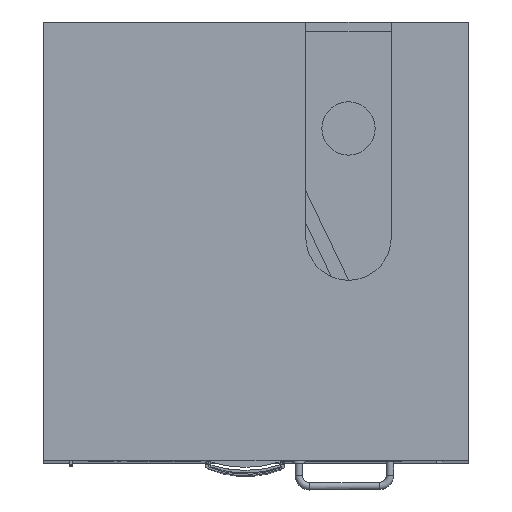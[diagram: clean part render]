
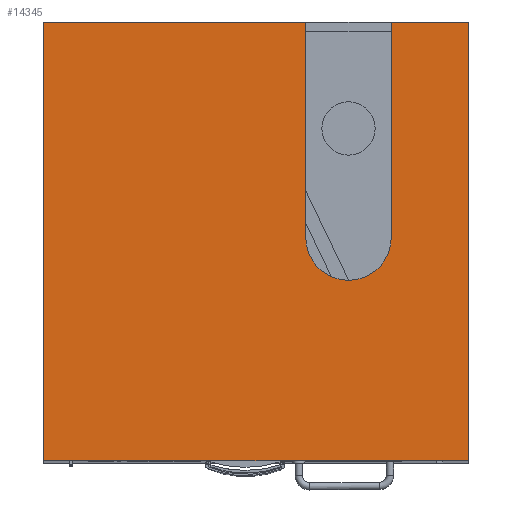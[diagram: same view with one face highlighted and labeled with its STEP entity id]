
A CAD part, top view. The second image highlights one B-rep face of the part: STEP entity #14345.
In plain terms, the highlighted planar face has unit normal (0, 0, 1).
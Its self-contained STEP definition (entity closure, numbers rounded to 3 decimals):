
#651=PLANE('',#15277);
#1234=FACE_OUTER_BOUND('',#2039,.T.);
#2039=EDGE_LOOP('',(#9642,#9643,#9644,#9645,#9646,#9647,#9648,#9649));
#3043=LINE('',#19456,#4572);
#3044=LINE('',#19460,#4573);
#3045=LINE('',#19462,#4574);
#3046=LINE('',#19464,#4575);
#3047=LINE('',#19466,#4576);
#3048=LINE('',#19468,#4577);
#3049=LINE('',#19469,#4578);
#4572=VECTOR('',#16239,10.);
#4573=VECTOR('',#16242,10.);
#4574=VECTOR('',#16243,10.);
#4575=VECTOR('',#16244,10.);
#4576=VECTOR('',#16245,10.);
#4577=VECTOR('',#16246,10.);
#4578=VECTOR('',#16247,10.);
#6047=CIRCLE('',#15278,60.);
#6260=VERTEX_POINT('',#19454);
#6261=VERTEX_POINT('',#19455);
#6262=VERTEX_POINT('',#19457);
#6263=VERTEX_POINT('',#19459);
#6264=VERTEX_POINT('',#19461);
#6265=VERTEX_POINT('',#19463);
#6266=VERTEX_POINT('',#19465);
#6267=VERTEX_POINT('',#19467);
#7613=EDGE_CURVE('',#6260,#6261,#3043,.T.);
#7614=EDGE_CURVE('',#6261,#6262,#6047,.T.);
#7615=EDGE_CURVE('',#6262,#6263,#3044,.T.);
#7616=EDGE_CURVE('',#6263,#6264,#3045,.T.);
#7617=EDGE_CURVE('',#6264,#6265,#3046,.T.);
#7618=EDGE_CURVE('',#6265,#6266,#3047,.T.);
#7619=EDGE_CURVE('',#6266,#6267,#3048,.T.);
#7620=EDGE_CURVE('',#6267,#6260,#3049,.T.);
#9642=ORIENTED_EDGE('',*,*,#7613,.T.);
#9643=ORIENTED_EDGE('',*,*,#7614,.T.);
#9644=ORIENTED_EDGE('',*,*,#7615,.T.);
#9645=ORIENTED_EDGE('',*,*,#7616,.T.);
#9646=ORIENTED_EDGE('',*,*,#7617,.T.);
#9647=ORIENTED_EDGE('',*,*,#7618,.T.);
#9648=ORIENTED_EDGE('',*,*,#7619,.T.);
#9649=ORIENTED_EDGE('',*,*,#7620,.T.);
#14345=ADVANCED_FACE('',(#1234),#651,.T.);
#15277=AXIS2_PLACEMENT_3D('',#19453,#16237,#16238);
#15278=AXIS2_PLACEMENT_3D('',#19458,#16240,#16241);
#16237=DIRECTION('center_axis',(0.,0.,1.));
#16238=DIRECTION('ref_axis',(1.,0.,0.));
#16239=DIRECTION('',(0.,-1.,0.));
#16240=DIRECTION('center_axis',(0.,0.,-1.));
#16241=DIRECTION('ref_axis',(-1.,0.,0.));
#16242=DIRECTION('',(0.,1.,0.));
#16243=DIRECTION('',(-1.,0.,0.));
#16244=DIRECTION('',(0.,-1.,0.));
#16245=DIRECTION('',(1.,0.,0.));
#16246=DIRECTION('',(0.,1.,0.));
#16247=DIRECTION('',(-1.,0.,0.));
#19453=CARTESIAN_POINT('Origin',(0.,0.,
984.));
#19454=CARTESIAN_POINT('',(190.,308.25,984.));
#19455=CARTESIAN_POINT('',(190.,5.25,984.));
#19456=CARTESIAN_POINT('',(190.,147.25,984.));
#19457=CARTESIAN_POINT('',(70.,5.25,984.));
#19458=CARTESIAN_POINT('Origin',(130.,5.25,984.));
#19459=CARTESIAN_POINT('',(70.,308.25,984.));
#19460=CARTESIAN_POINT('',(70.,147.25,984.));
#19461=CARTESIAN_POINT('',(-298.25,308.25,984.));
#19462=CARTESIAN_POINT('',(298.25,308.25,984.));
#19463=CARTESIAN_POINT('',(-298.25,-308.25,984.));
#19464=CARTESIAN_POINT('',(-298.25,308.25,984.));
#19465=CARTESIAN_POINT('',(298.25,-308.25,984.));
#19466=CARTESIAN_POINT('',(-298.25,-308.25,984.));
#19467=CARTESIAN_POINT('',(298.25,308.25,984.));
#19468=CARTESIAN_POINT('',(298.25,-308.25,984.));
#19469=CARTESIAN_POINT('',(298.25,308.25,984.));
